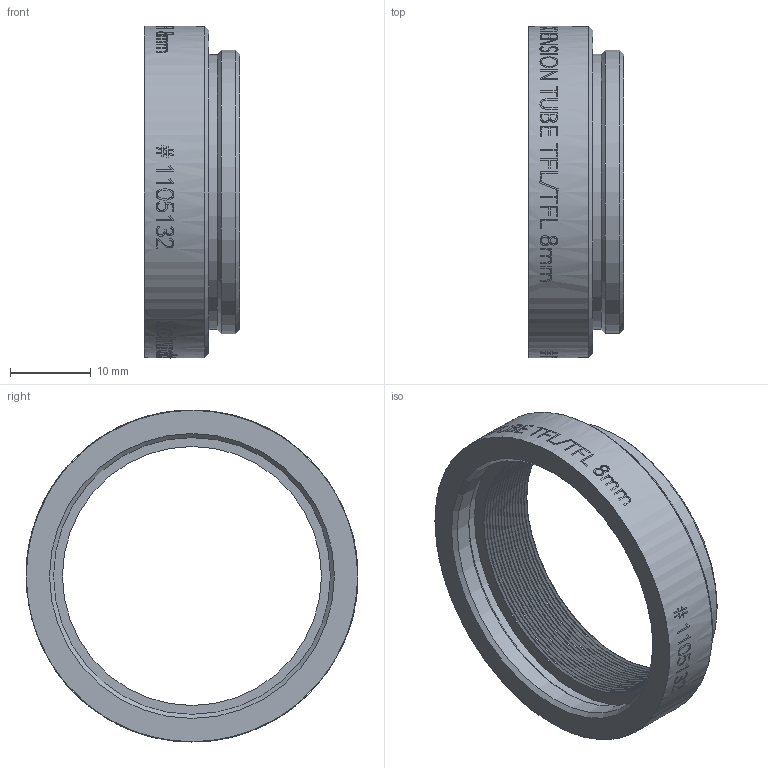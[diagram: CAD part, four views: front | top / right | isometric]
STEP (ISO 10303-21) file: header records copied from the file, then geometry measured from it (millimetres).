
FILE_DESCRIPTION(/* description */ (''),/* implementation_level */ '2;1');
FILE_NAME(/* name */ '1105132_00172015_001.stp',/* time_stamp */ '2022-12-06T10:20:22+01:00',/* author */ (''),/* organization */ (''),/* preprocessor_version */ 'ST-DEVELOPER v16',/* originating_system */ 'SIEMENS PLM Software NX 10.0',/* authorisation */ '');
FILE_SCHEMA (('AP203_CONFIGURATION_CONTROLLED_3D_DESIGN_OF_MECHANICAL_PARTS_AND_ASSEMBLIES_MIM_LF { 1 0 10303 403 2 1 2}'));
Length unit declared in the file: millimetre
Products named in the file (1): Froe3638EF49ghow
Bounding box: 11.8 x 41.01 x 41.02 mm (x, y, z)
Volume: 3959.8 mm3; surface area: 5239.9 mm2
Topology: 1 solids, 2 shells, 141 faces, 575 edges, 501 vertices
Faces by surface type: cylinder 101, cone 36, plane 4
Full cylindrical faces by diameter (mm): 32 x16, 32.606 x16, 34 x1, 34.2 x1, 35 x1, 35.2 x1, 41 x1, 41.02 x1
Entity records: 7211 total; most frequent: CARTESIAN_POINT 3109, ORIENTED_EDGE 996, VERTEX_POINT 499, EDGE_CURVE 499, DIRECTION 442, B_SPLINE_CURVE_WITH_KNOTS 420, EDGE_LOOP 282, FACE_BOUND 229
